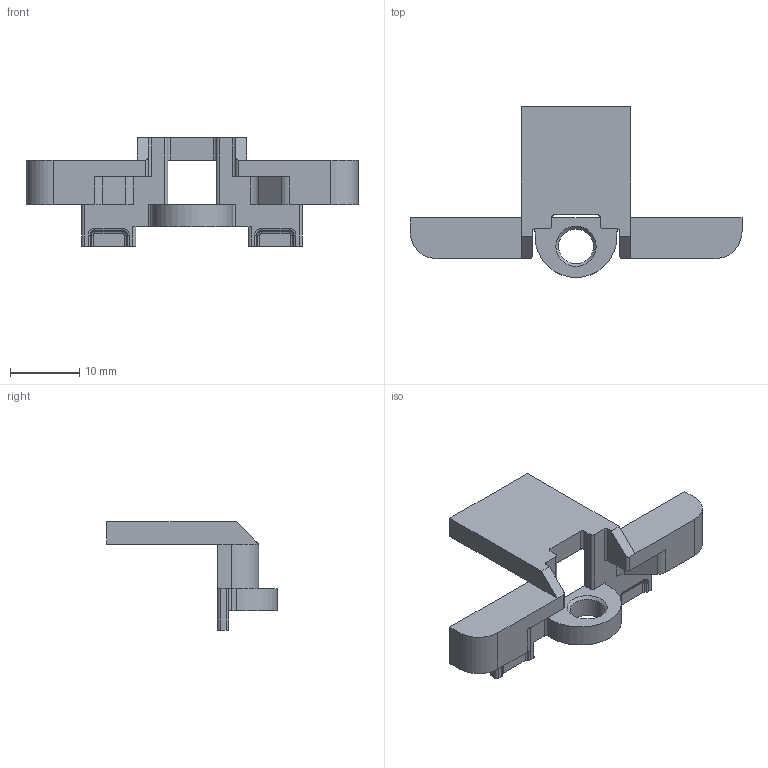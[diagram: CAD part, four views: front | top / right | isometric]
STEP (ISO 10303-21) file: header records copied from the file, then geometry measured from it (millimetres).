
FILE_DESCRIPTION(/* description */ ('STEP AP242 Edition 2','CAx-IF Rec.Pracs.---Representation and Presentation of Product Manufacturing Information (PMI)---4.0---2014-10-13','CAx-IF Rec.Pracs.---3D Tessellated Geometry---0.4---2014-09-14','2;1','CAx-IF Rec.Pracs.---User Defined Attributes---1.5---2016-08-15'),/* implementation_level */ '2;1');
FILE_NAME(/* name */ '6945d18416c2860f303b7efb',/* time_stamp */ '2025-12-19T22:28:21Z',/* author */ (''),/* organization */ (''),/* preprocessor_version */ 'ST-DEVELOPER v20',/* originating_system */ 'ONSHAPE BY PTC INC, 1.208',/* authorisation */ ' ');
FILE_SCHEMA (('AP242_MANAGED_MODEL_BASED_3D_ENGINEERING_MIM_LF { 1 0 10303 442 3 1 4 }'));
Length unit declared in the file: metre
Products named in the file (1): bufferless_beam
Bounding box: 47.8 x 24.6 x 15.6 mm (x, y, z)
Volume: 2143.7 mm3; surface area: 2514.9 mm2
Topology: 1 solids, 1 shells, 137 faces, 374 edges, 242 vertices
Faces by surface type: plane 70, cylinder 54, torus 8, cone 5
Full cylindrical faces by diameter (mm): 5 x1
Entity records: 4348 total; most frequent: DIRECTION 772, CARTESIAN_POINT 750, ORIENTED_EDGE 742, EDGE_CURVE 371, AXIS2_PLACEMENT_3D 263, LINE 246, VECTOR 246, VERTEX_POINT 241
